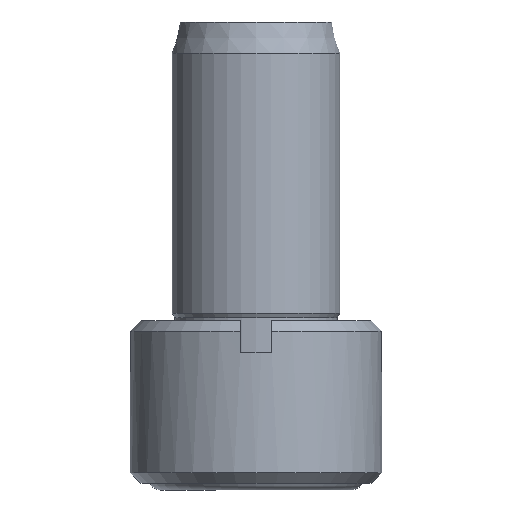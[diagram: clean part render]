
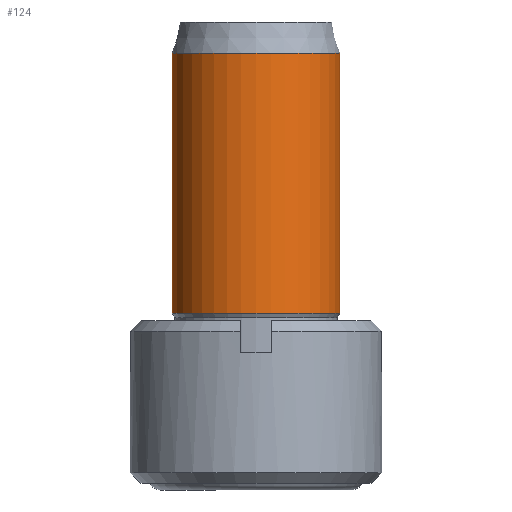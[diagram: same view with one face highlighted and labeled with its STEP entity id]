
A CAD part, front view. The second image highlights one B-rep face of the part: STEP entity #124.
In plain terms, the highlighted cylindrical face has radius 8 mm (diameter 16 mm), a full revolution.
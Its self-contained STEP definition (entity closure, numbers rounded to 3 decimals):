
#124=ADVANCED_FACE('240[2]',(#345,#346),#347,.T.);
#152=EDGE_CURVE('240[2]',#390,#390,#391,.T.);
#269=EDGE_CURVE('240[2]',#563,#563,#564,.T.);
#345=FACE_BOUND('',#650,.T.);
#346=FACE_BOUND('',#651,.T.);
#347=CYLINDRICAL_SURFACE('',#652,8.0);
#390=VERTEX_POINT('',#708);
#391=CIRCLE('',#709,8.0);
#563=VERTEX_POINT('',#960);
#564=CIRCLE('',#961,8.0);
#650=EDGE_LOOP('',(#1068));
#651=EDGE_LOOP('',(#1069));
#652=AXIS2_PLACEMENT_3D('',#1070,#1071,#1072);
#708=CARTESIAN_POINT('',(0.,8.0,16.233));
#709=AXIS2_PLACEMENT_3D('',#1109,#1110,#1111);
#960=CARTESIAN_POINT('',(0.,8.0,41.0));
#961=AXIS2_PLACEMENT_3D('',#1309,#1310,#1311);
#1068=ORIENTED_EDGE('',*,*,#152,.T.);
#1069=ORIENTED_EDGE('',*,*,#269,.F.);
#1070=CARTESIAN_POINT('',(0.,0.,16.233));
#1071=DIRECTION('',(0.,0.0,1.0));
#1072=DIRECTION('',(0.,-1.0,0.));
#1109=CARTESIAN_POINT('',(0.,0.,16.233));
#1110=DIRECTION('',(0.,0.,1.0));
#1111=DIRECTION('',(0.,1.0,0.));
#1309=CARTESIAN_POINT('',(0.,0.,41.0));
#1310=DIRECTION('',(0.,0.,1.0));
#1311=DIRECTION('',(0.,1.0,0.));
